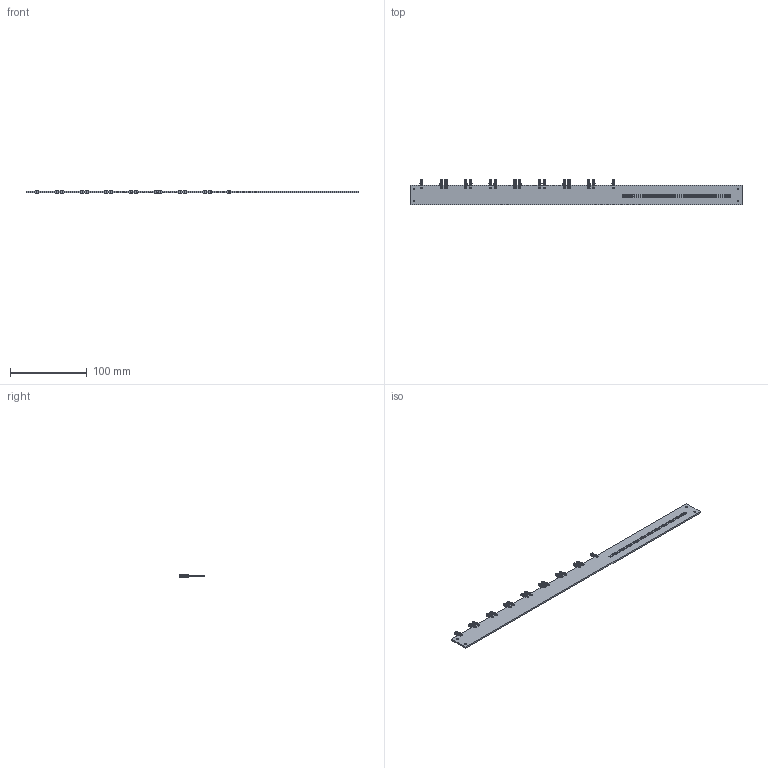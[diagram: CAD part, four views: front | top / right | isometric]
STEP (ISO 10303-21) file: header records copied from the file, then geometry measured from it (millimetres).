
FILE_DESCRIPTION(('KiCad electronic assembly'),'2;1');
FILE_NAME('distributor8.stp','2017-04-13T17:39:30',('An Author'),( 'A Company'),'Open CASCADE STEP processor 6.9', 'KiCad to STEP converter','Unknown');
FILE_SCHEMA(('AUTOMOTIVE_DESIGN { 1 0 10303 214 1 1 1 1 }'));
Length unit declared in the file: millimetre
Products named in the file (4): Open CASCADE STEP translator 6.9 1; TMS-103-01-L-D; COMPOUND
Assembly tree (18 placements, depth 3):
  Open CASCADE STEP translator 6.9 1
    TMS-103-01-L-D  x16
      COMPOUND
    COMPOUND
Bounding box: 431.8 x 33.18 x 4.98 mm (x, y, z)
Volume: 22559.9 mm3; surface area: 28300.5 mm2
Topology: 33 solids, 33 shells, 3514 faces, 10088 edges, 6640 vertices
Faces by surface type: plane 3302, cylinder 212
Full cylindrical faces by diameter (mm): 0.508 x96, 1 x112, 2.2 x4
Entity records: 26424 total; most frequent: CARTESIAN_POINT 4385, DIRECTION 3855, LINE 2333, VECTOR 2333, ORIENTED_EDGE 1936, PCURVE 1936, DEFINITIONAL_REPRESENTATION 1936, EDGE_CURVE 968
